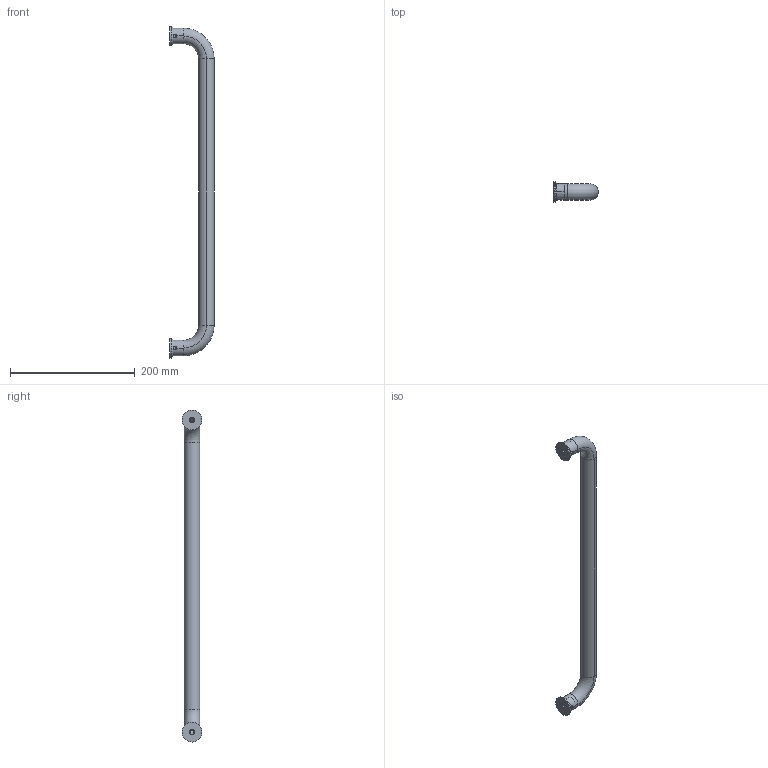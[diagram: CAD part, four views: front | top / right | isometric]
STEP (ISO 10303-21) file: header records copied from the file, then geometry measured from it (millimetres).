
FILE_DESCRIPTION(('Creo Elements/Direct Modeling STEP Export'),'2;1');
FILE_NAME('2437H-532.stp','2021-12-02T10:35:41',(''),(''),'Creo Elements/Direct Modeling STEP processor for AP214 (Solid Model)','Creo Elements/Direct Modeling 20.0 12-Nov-2016 (C) Parametric Technology GmbH','');
FILE_SCHEMA(('AUTOMOTIVE_DESIGN { 1 0 10303 214 1 1 1 1 }'));
Length unit declared in the file: millimetre
Products named in the file (10): Montageteil; D914M6X6; Unterlagsplatte; Fuss_gesamt; Griffteil; Ring; Griffteil_gesamt; Fuss_gesamt.1; Griff_gesamt; DIV-11011
Assembly tree (13 placements, depth 4):
  DIV-11011
    Griff_gesamt
      Fuss_gesamt.1
        Unterlagsplatte
        D914M6X6
        Montageteil
      Griffteil_gesamt
        Ring  x2
        Griffteil
      Fuss_gesamt
        Unterlagsplatte
        D914M6X6
        Montageteil
Bounding box: 71 x 32 x 532 mm (x, y, z)
Volume: 63768.8 mm3; surface area: 100011.2 mm2
Topology: 9 solids, 9 shells, 134 faces, 330 edges, 214 vertices
Faces by surface type: cylinder 60, plane 38, cone 28, torus 8
Entity records: 4935 total; most frequent: CARTESIAN_POINT 2794, ORIENTED_EDGE 400, DIRECTION 368, EDGE_CURVE 200, AXIS2_PLACEMENT_3D 147, VERTEX_POINT 128, EDGE_LOOP 92, FACE_OUTER_BOUND 80
